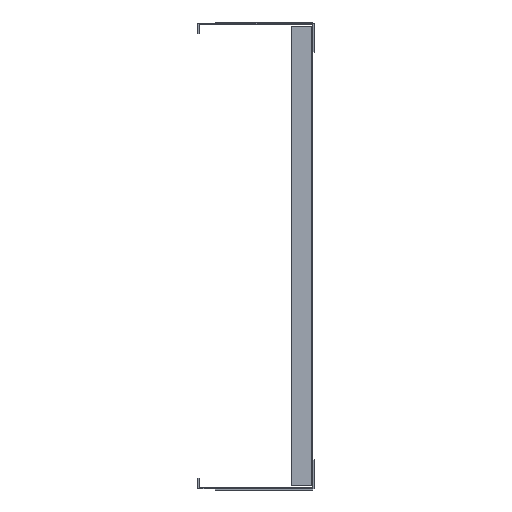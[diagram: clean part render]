
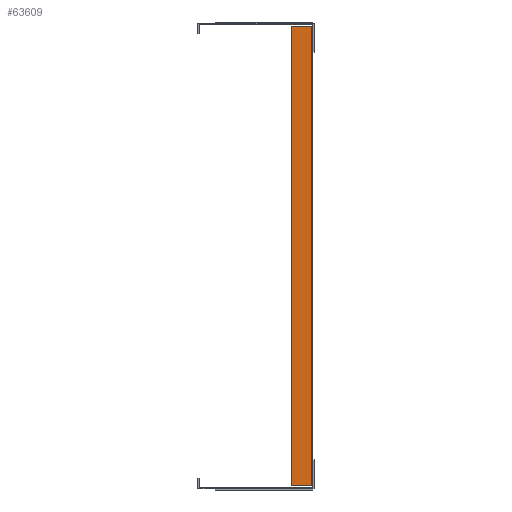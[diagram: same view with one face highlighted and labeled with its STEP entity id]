
A CAD part, left-side view. The second image highlights one B-rep face of the part: STEP entity #63609.
In plain terms, the highlighted planar face has unit normal (-1, 0, 0).
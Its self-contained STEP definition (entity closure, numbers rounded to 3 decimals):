
#325 = VECTOR ( 'NONE', #5950, 1000. ) ;
#461 = CARTESIAN_POINT ( 'NONE',  ( -1653.776, 158.597, -363.6 ) ) ;
#1924 = VERTEX_POINT ( 'NONE', #26576 ) ;
#4774 = CARTESIAN_POINT ( 'NONE',  ( -1653.776, 176.497, 8.9 ) ) ;
#5950 = DIRECTION ( 'NONE',  ( 0., 1., 0. ) ) ;
#6491 = ORIENTED_EDGE ( 'NONE', *, *, #25747, .T. ) ;
#6518 = ORIENTED_EDGE ( 'NONE', *, *, #13272, .F. ) ;
#8639 = LINE ( 'NONE', #30095, #34062 ) ;
#9894 = DIRECTION ( 'NONE',  ( 1., 0., 0. ) ) ;
#10715 = VECTOR ( 'NONE', #46889, 1000. ) ;
#11694 = VECTOR ( 'NONE', #55294, 1000. ) ;
#13272 = EDGE_CURVE ( 'NONE', #45822, #58890, #37686, .T. ) ;
#14708 = CARTESIAN_POINT ( 'NONE',  ( -1653.776, 176.497, -386.1 ) ) ;
#14805 = ORIENTED_EDGE ( 'NONE', *, *, #24178, .T. ) ;
#15941 = CARTESIAN_POINT ( 'NONE',  ( -1653.776, 158.597, -13.6 ) ) ;
#15999 = ORIENTED_EDGE ( 'NONE', *, *, #45179, .F. ) ;
#16244 = LINE ( 'NONE', #38569, #62227 ) ;
#17141 = VERTEX_POINT ( 'NONE', #461 ) ;
#17707 = FACE_OUTER_BOUND ( 'NONE', #24031, .T. ) ;
#19074 = CARTESIAN_POINT ( 'NONE',  ( -1653.776, 176.497, 8.9 ) ) ;
#19609 = EDGE_CURVE ( 'NONE', #58890, #1924, #28121, .T. ) ;
#21045 = CARTESIAN_POINT ( 'NONE',  ( -1653.776, 158.597, -363.6 ) ) ;
#23551 = DIRECTION ( 'NONE',  ( 0., 0., -1. ) ) ;
#23824 = VERTEX_POINT ( 'NONE', #57526 ) ;
#23989 = CARTESIAN_POINT ( 'NONE',  ( -1653.776, 176.497, 8.9 ) ) ;
#24031 = EDGE_LOOP ( 'NONE', ( #62346, #6518, #28281, #6491, #14805, #15999, #46035, #55960 ) ) ;
#24178 = EDGE_CURVE ( 'NONE', #35798, #59511, #65599, .T. ) ;
#25747 = EDGE_CURVE ( 'NONE', #57903, #35798, #50186, .T. ) ;
#26576 = CARTESIAN_POINT ( 'NONE',  ( -1653.776, 158.497, -13.6 ) ) ;
#28121 = LINE ( 'NONE', #15941, #38340 ) ;
#28281 = ORIENTED_EDGE ( 'NONE', *, *, #29582, .F. ) ;
#28990 = LINE ( 'NONE', #21045, #325 ) ;
#29062 = EDGE_CURVE ( 'NONE', #23824, #1924, #8639, .T. ) ;
#29582 = EDGE_CURVE ( 'NONE', #57903, #45822, #56188, .T. ) ;
#30095 = CARTESIAN_POINT ( 'NONE',  ( -1653.776, 158.497, -388.221 ) ) ;
#30226 = CARTESIAN_POINT ( 'NONE',  ( -1653.776, 176.497, 8.9 ) ) ;
#34062 = VECTOR ( 'NONE', #35158, 1000. ) ;
#34399 = DIRECTION ( 'NONE',  ( 0., -1., 0. ) ) ;
#35158 = DIRECTION ( 'NONE',  ( 0., 0., 1. ) ) ;
#35798 = VERTEX_POINT ( 'NONE', #43476 ) ;
#36145 = DIRECTION ( 'NONE',  ( 0., -1., 0. ) ) ;
#37686 = LINE ( 'NONE', #51999, #10715 ) ;
#38309 = VECTOR ( 'NONE', #49381, 1000. ) ;
#38340 = VECTOR ( 'NONE', #36145, 1000. ) ;
#38569 = CARTESIAN_POINT ( 'NONE',  ( -1653.776, 158.597, -388.6 ) ) ;
#42671 = VECTOR ( 'NONE', #34399, 1000. ) ;
#43476 = CARTESIAN_POINT ( 'NONE',  ( -1653.776, 176.497, -386.1 ) ) ;
#45179 = EDGE_CURVE ( 'NONE', #17141, #59511, #16244, .T. ) ;
#45303 = DIRECTION ( 'NONE',  ( 0., 0., -1. ) ) ;
#45822 = VERTEX_POINT ( 'NONE', #49105 ) ;
#46035 = ORIENTED_EDGE ( 'NONE', *, *, #55820, .F. ) ;
#46889 = DIRECTION ( 'NONE',  ( 0., 0., -1. ) ) ;
#49105 = CARTESIAN_POINT ( 'NONE',  ( -1653.776, 158.597, 8.9 ) ) ;
#49381 = DIRECTION ( 'NONE',  ( 0., 0., -1. ) ) ;
#50186 = LINE ( 'NONE', #19074, #38309 ) ;
#51999 = CARTESIAN_POINT ( 'NONE',  ( -1653.776, 158.597, 11.4 ) ) ;
#53859 = CARTESIAN_POINT ( 'NONE',  ( -1653.776, 158.597, -386.1 ) ) ;
#55294 = DIRECTION ( 'NONE',  ( 0., -1., 0. ) ) ;
#55820 = EDGE_CURVE ( 'NONE', #23824, #17141, #28990, .T. ) ;
#55960 = ORIENTED_EDGE ( 'NONE', *, *, #29062, .T. ) ;
#56188 = LINE ( 'NONE', #23989, #42671 ) ;
#57526 = CARTESIAN_POINT ( 'NONE',  ( -1653.776, 158.497, -363.6 ) ) ;
#57903 = VERTEX_POINT ( 'NONE', #30226 ) ;
#58890 = VERTEX_POINT ( 'NONE', #63881 ) ;
#59301 = AXIS2_PLACEMENT_3D ( 'NONE', #4774, #9894, #45303 ) ;
#59511 = VERTEX_POINT ( 'NONE', #53859 ) ;
#62227 = VECTOR ( 'NONE', #23551, 1000. ) ;
#62346 = ORIENTED_EDGE ( 'NONE', *, *, #19609, .F. ) ;
#63609 = ADVANCED_FACE ( 'NONE', ( #17707 ), #65493, .F. ) ;
#63881 = CARTESIAN_POINT ( 'NONE',  ( -1653.776, 158.597, -13.6 ) ) ;
#65493 = PLANE ( 'NONE',  #59301 ) ;
#65599 = LINE ( 'NONE', #14708, #11694 ) ;
